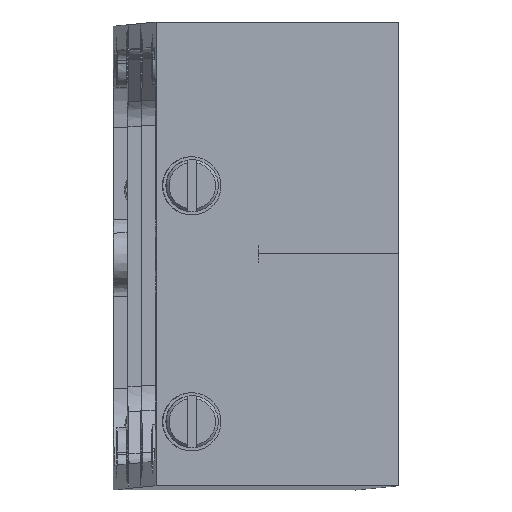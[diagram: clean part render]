
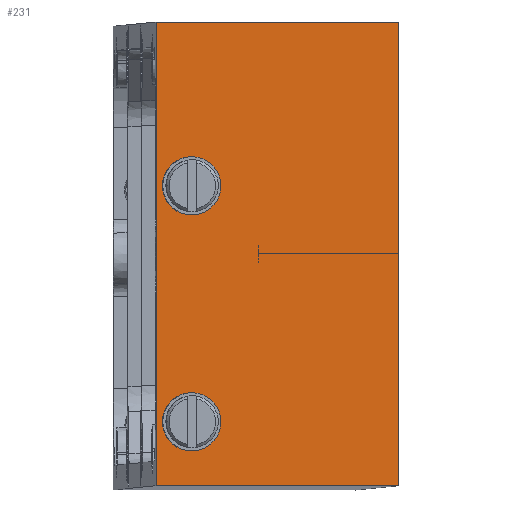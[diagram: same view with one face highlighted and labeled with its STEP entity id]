
A CAD part, top view. The second image highlights one B-rep face of the part: STEP entity #231.
In plain terms, the highlighted planar face has unit normal (0.018, 0, 1).
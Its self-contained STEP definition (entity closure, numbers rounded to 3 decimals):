
#207 = LINE ( 'NONE', #4229, #20029 ) ;
#231 = ADVANCED_FACE ( 'NONE', ( #24387, #7314, #1502 ), #6822, .F. ) ;
#1495 = ORIENTED_EDGE ( 'NONE', *, *, #25819, .F. ) ;
#1502 = FACE_BOUND ( 'NONE', #2039, .T. ) ;
#1735 = DIRECTION ( 'NONE',  ( -1., 0., 0.017 ) ) ;
#1904 = DIRECTION ( 'NONE',  ( 0.017, 0., 1. ) ) ;
#2039 = EDGE_LOOP ( 'NONE', ( #6948, #14366 ) ) ;
#2570 = AXIS2_PLACEMENT_3D ( 'NONE', #11187, #16228, #26941 ) ;
#2614 = ORIENTED_EDGE ( 'NONE', *, *, #21514, .F. ) ;
#2676 = CARTESIAN_POINT ( 'NONE',  ( 11.792, 11.684, 431.879 ) ) ;
#2729 = CARTESIAN_POINT ( 'NONE',  ( -0.004, 42.418, 432.085 ) ) ;
#3068 = CARTESIAN_POINT ( 'NONE',  ( 6.472, 54.864, 431.972 ) ) ;
#4157 = VERTEX_POINT ( 'NONE', #15469 ) ;
#4229 = CARTESIAN_POINT ( 'NONE',  ( -0.004, 0., 432.085 ) ) ;
#4622 = CARTESIAN_POINT ( 'NONE',  ( -0.004, 84.836, 432.085 ) ) ;
#5209 = DIRECTION ( 'NONE',  ( 0., 1., 0. ) ) ;
#5457 = CARTESIAN_POINT ( 'NONE',  ( 1.151, 54.864, 432.065 ) ) ;
#5924 = LINE ( 'NONE', #9279, #16132 ) ;
#6410 = VECTOR ( 'NONE', #25650, 1000. ) ;
#6822 = PLANE ( 'NONE',  #2570 ) ;
#6948 = ORIENTED_EDGE ( 'NONE', *, *, #23755, .F. ) ;
#7314 = FACE_BOUND ( 'NONE', #25033, .T. ) ;
#7770 = ORIENTED_EDGE ( 'NONE', *, *, #19124, .F. ) ;
#7815 = AXIS2_PLACEMENT_3D ( 'NONE', #22830, #15951, #13851 ) ;
#8123 = CARTESIAN_POINT ( 'NONE',  ( 6.472, 11.684, 431.972 ) ) ;
#8302 = VERTEX_POINT ( 'NONE', #5457 ) ;
#8690 = EDGE_CURVE ( 'NONE', #10568, #12451, #22161, .T. ) ;
#9279 = CARTESIAN_POINT ( 'NONE',  ( 44.439, 84.836, 431.309 ) ) ;
#10568 = VERTEX_POINT ( 'NONE', #2676 ) ;
#11187 = CARTESIAN_POINT ( 'NONE',  ( -0.004, 84.836, 432.085 ) ) ;
#11411 = EDGE_CURVE ( 'NONE', #19464, #18203, #207, .T. ) ;
#12451 = VERTEX_POINT ( 'NONE', #25947 ) ;
#13659 = DIRECTION ( 'NONE',  ( 0., 1., 0. ) ) ;
#13740 = CARTESIAN_POINT ( 'NONE',  ( -0.004, 0., 432.085 ) ) ;
#13851 = DIRECTION ( 'NONE',  ( -1., 0., 0.017 ) ) ;
#14366 = ORIENTED_EDGE ( 'NONE', *, *, #8690, .F. ) ;
#15469 = CARTESIAN_POINT ( 'NONE',  ( 11.792, 54.864, 431.879 ) ) ;
#15951 = DIRECTION ( 'NONE',  ( 0.017, 0., 1. ) ) ;
#16132 = VECTOR ( 'NONE', #13659, 1000. ) ;
#16228 = DIRECTION ( 'NONE',  ( -0.017, 0., -1. ) ) ;
#16724 = DIRECTION ( 'NONE',  ( 0.017, 0., 1. ) ) ;
#18203 = VERTEX_POINT ( 'NONE', #13740 ) ;
#18343 = DIRECTION ( 'NONE',  ( 0.017, 0., 1. ) ) ;
#18421 = EDGE_CURVE ( 'NONE', #26990, #26488, #20424, .T. ) ;
#19124 = EDGE_CURVE ( 'NONE', #4157, #8302, #19338, .T. ) ;
#19241 = CIRCLE ( 'NONE', #22548, 5.321 ) ;
#19338 = CIRCLE ( 'NONE', #20101, 5.321 ) ;
#19387 = DIRECTION ( 'NONE',  ( -1., 0., 0.017 ) ) ;
#19464 = VERTEX_POINT ( 'NONE', #20260 ) ;
#20029 = VECTOR ( 'NONE', #1735, 1000. ) ;
#20101 = AXIS2_PLACEMENT_3D ( 'NONE', #3068, #18343, #20659 ) ;
#20236 = ORIENTED_EDGE ( 'NONE', *, *, #11411, .F. ) ;
#20260 = CARTESIAN_POINT ( 'NONE',  ( 44.439, 0., 431.309 ) ) ;
#20265 = VECTOR ( 'NONE', #5209, 1000. ) ;
#20424 = LINE ( 'NONE', #21281, #6410 ) ;
#20659 = DIRECTION ( 'NONE',  ( -1., 0., 0.017 ) ) ;
#21044 = DIRECTION ( 'NONE',  ( -1., 0., 0.017 ) ) ;
#21281 = CARTESIAN_POINT ( 'NONE',  ( 44.439, 84.836, 431.309 ) ) ;
#21514 = EDGE_CURVE ( 'NONE', #18203, #26488, #25713, .T. ) ;
#21525 = CARTESIAN_POINT ( 'NONE',  ( 44.439, 84.836, 431.309 ) ) ;
#22161 = CIRCLE ( 'NONE', #7815, 5.321 ) ;
#22213 = EDGE_LOOP ( 'NONE', ( #25911, #2614, #20236, #23265 ) ) ;
#22548 = AXIS2_PLACEMENT_3D ( 'NONE', #8123, #16724, #21044 ) ;
#22567 = CIRCLE ( 'NONE', #24428, 5.321 ) ;
#22830 = CARTESIAN_POINT ( 'NONE',  ( 6.472, 11.684, 431.972 ) ) ;
#23265 = ORIENTED_EDGE ( 'NONE', *, *, #23971, .T. ) ;
#23755 = EDGE_CURVE ( 'NONE', #12451, #10568, #19241, .T. ) ;
#23971 = EDGE_CURVE ( 'NONE', #19464, #26990, #5924, .T. ) ;
#24387 = FACE_OUTER_BOUND ( 'NONE', #22213, .T. ) ;
#24428 = AXIS2_PLACEMENT_3D ( 'NONE', #28162, #1904, #19387 ) ;
#25033 = EDGE_LOOP ( 'NONE', ( #1495, #7770 ) ) ;
#25650 = DIRECTION ( 'NONE',  ( -1., 0., 0.017 ) ) ;
#25713 = LINE ( 'NONE', #2729, #20265 ) ;
#25819 = EDGE_CURVE ( 'NONE', #8302, #4157, #22567, .T. ) ;
#25911 = ORIENTED_EDGE ( 'NONE', *, *, #18421, .T. ) ;
#25947 = CARTESIAN_POINT ( 'NONE',  ( 1.151, 11.684, 432.065 ) ) ;
#26488 = VERTEX_POINT ( 'NONE', #4622 ) ;
#26941 = DIRECTION ( 'NONE',  ( -1., 0., 0.017 ) ) ;
#26990 = VERTEX_POINT ( 'NONE', #21525 ) ;
#28162 = CARTESIAN_POINT ( 'NONE',  ( 6.472, 54.864, 431.972 ) ) ;
